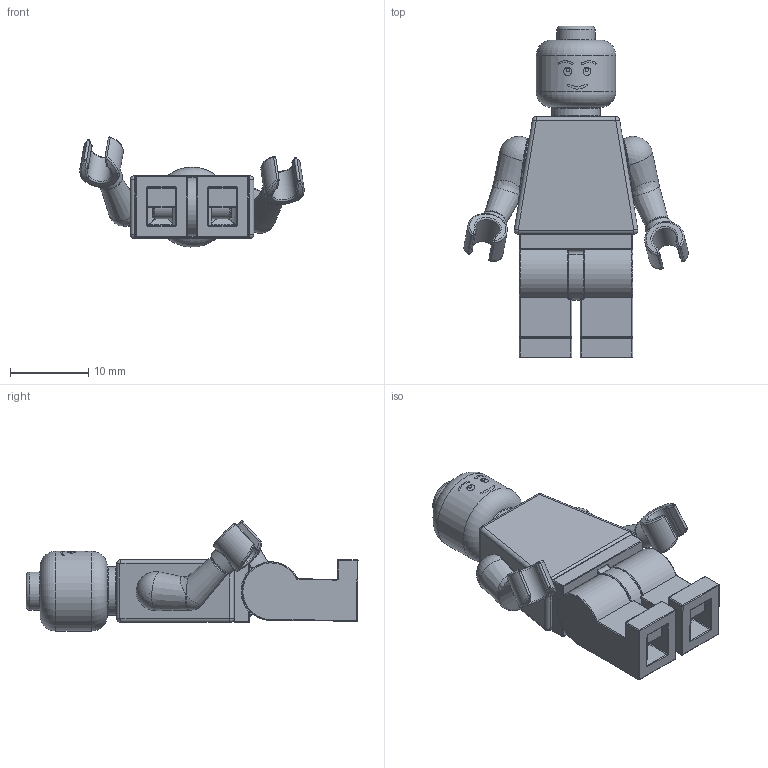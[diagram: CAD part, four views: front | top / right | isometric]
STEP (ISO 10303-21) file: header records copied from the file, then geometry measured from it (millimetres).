
FILE_DESCRIPTION(/* description */ (''),/* implementation_level */ '2;1');
FILE_NAME(/* name */ 'Lego.stp',/* time_stamp */ '2017-06-23T16:19:58-04:00',/* author */ ('hvalenzuela'),/* organization */ (''),/* preprocessor_version */ 'ST-DEVELOPER v16.5',/* originating_system */ 'Autodesk Inventor 2017',/* authorisation */ '');
FILE_SCHEMA (('AUTOMOTIVE_DESIGN { 1 0 10303 214 3 1 1 }'));
Length unit declared in the file: millimetre
Products named in the file (10): Lego; Cabeza lego; Cuerpo Lego; Mano Lego; Pierna Lego; Pierna Lego_1; Cintura Lego; Brazo 1 Lego; Mano Lego_MIR; Brazo 1 Lego_MIR
Assembly tree (9 placements, depth 2):
  Lego
    Cabeza lego
    Cuerpo Lego
    Mano Lego
    Pierna Lego
    Pierna Lego_1
    Cintura Lego
    Brazo 1 Lego
    Mano Lego_MIR
    Brazo 1 Lego_MIR
Bounding box: 28.7 x 42.46 x 14.08 mm (x, y, z)
Volume: 2849.8 mm3; surface area: 4839.3 mm2
Topology: 9 solids, 9 shells, 621 faces, 1344 edges, 747 vertices
Faces by surface type: cylinder 228, torus 139, plane 102, sphere 84, bspline 62, cone 6
Full cylindrical faces by diameter (mm): 2.5 x4, 2.55 x2, 2.95 x2, 3 x6, 3.5 x2, 3.98 x2, 4 x2, 4.45 x1, 4.5 x1, 4.84 x4, 4.9 x1, 6.2 x1, 10.2 x1
Entity records: 19525 total; most frequent: CARTESIAN_POINT 5552, DIRECTION 2991, ORIENTED_EDGE 2468, AXIS2_PLACEMENT_3D 1303, EDGE_CURVE 1234, EDGE_LOOP 737, VERTEX_POINT 729, CIRCLE 677
